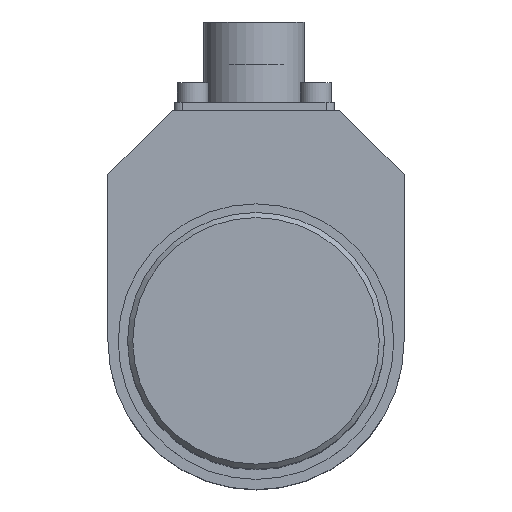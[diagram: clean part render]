
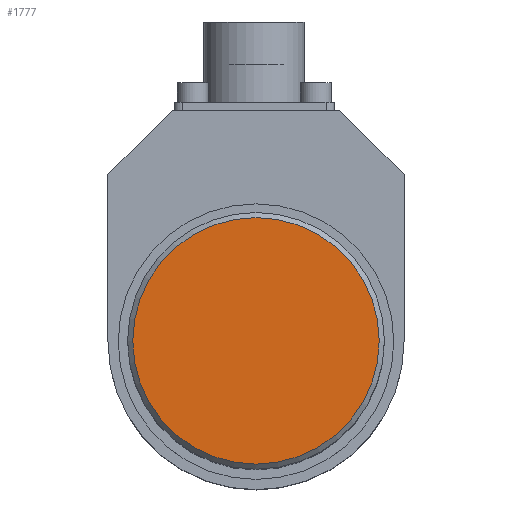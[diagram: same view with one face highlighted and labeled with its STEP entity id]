
A CAD part, top view. The second image highlights one B-rep face of the part: STEP entity #1777.
In plain terms, the highlighted face is planar.
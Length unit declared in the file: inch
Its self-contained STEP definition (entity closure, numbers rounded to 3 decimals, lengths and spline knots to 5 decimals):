
#1276=CARTESIAN_POINT('',(0.72,0.,-3.061));
#1277=VERTEX_POINT('',#1276);
#1278=CARTESIAN_POINT('',(0.,0.0,-3.061));
#1279=DIRECTION('',(0.0,0.0,1.0));
#1280=DIRECTION('',(-1.0,0.0,0.0));
#1281=AXIS2_PLACEMENT_3D('',#1278,#1279,#1280);
#1282=CIRCLE('',#1281,0.72);
#1283=EDGE_CURVE('',#1277,#1277,#1282,.T.);
#1769=CARTESIAN_POINT('',(0.375,0.0,-3.061));
#1770=DIRECTION('',(0.0,0.0,-1.0));
#1771=DIRECTION('',(-1.0,0.0,0.0));
#1772=AXIS2_PLACEMENT_3D('',#1769,#1770,#1771);
#1773=PLANE('',#1772);
#1774=ORIENTED_EDGE('',*,*,#1283,.F.);
#1775=EDGE_LOOP('',(#1774));
#1776=FACE_OUTER_BOUND('',#1775,.T.);
#1777=ADVANCED_FACE('',(#1776),#1773,.T.);
